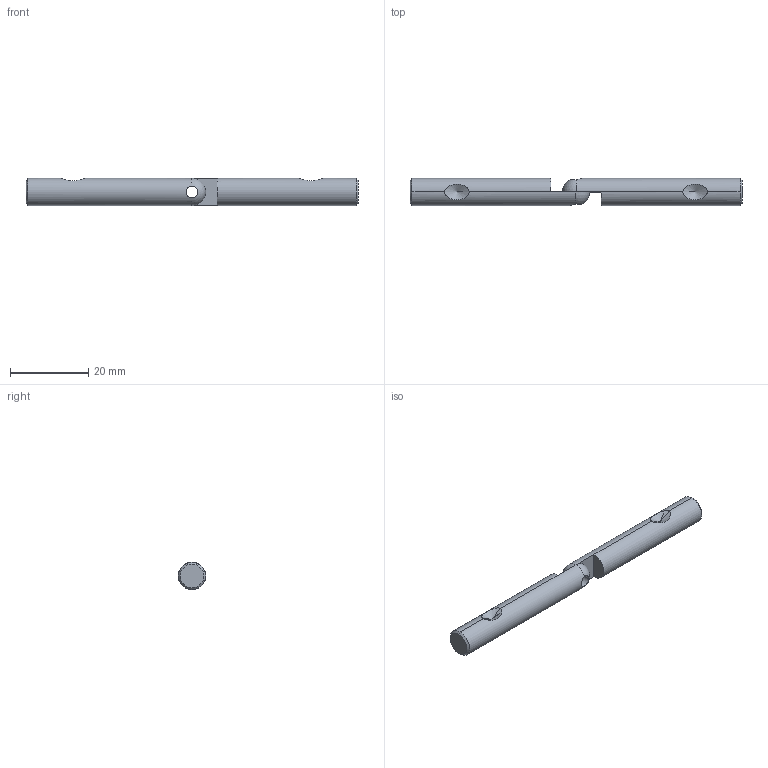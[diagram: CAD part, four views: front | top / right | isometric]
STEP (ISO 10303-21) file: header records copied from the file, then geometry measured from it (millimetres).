
FILE_DESCRIPTION (( 'STEP AP203' ), '1' );
FILE_NAME ('084.307.010.STEP', '2013-01-25T10:54:28', ( 'Alusic' ), ( 'Alusic' ), 'SwSTEP 2.0', 'SolidWorks 2011', '' );
FILE_SCHEMA (( 'CONFIG_CONTROL_DESIGN' ));
Length unit declared in the file: millimetre
Products named in the file (2): 084.307.010a; 084.307.010
Assembly tree (2 placements, depth 2):
  084.307.010
    084.307.010a  x2
Bounding box: 85 x 7 x 7 mm (x, y, z)
Volume: 3031.9 mm3; surface area: 2071.3 mm2
Topology: 2 solids, 2 shells, 24 faces, 60 edges, 34 vertices
Faces by surface type: cone 8, cylinder 8, plane 6, sphere 2
Entity records: 654 total; most frequent: CARTESIAN_POINT 148, DIRECTION 70, ORIENTED_EDGE 56, AXIS2_PLACEMENT_3D 29, EDGE_CURVE 28, PERSON_AND_ORGANIZATION 18, VERTEX_POINT 17, COORDINATED_UNIVERSAL_TIME_OFFSET 14
